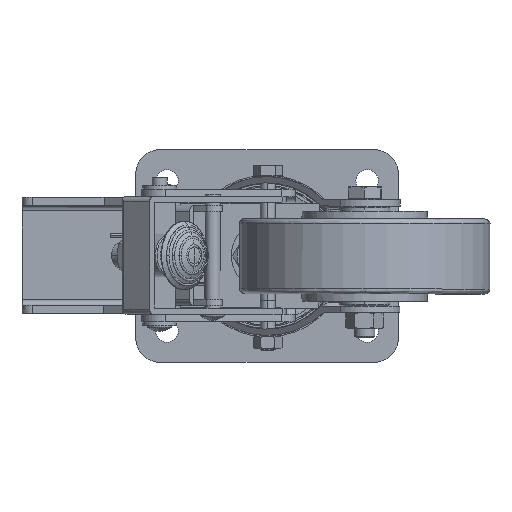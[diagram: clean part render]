
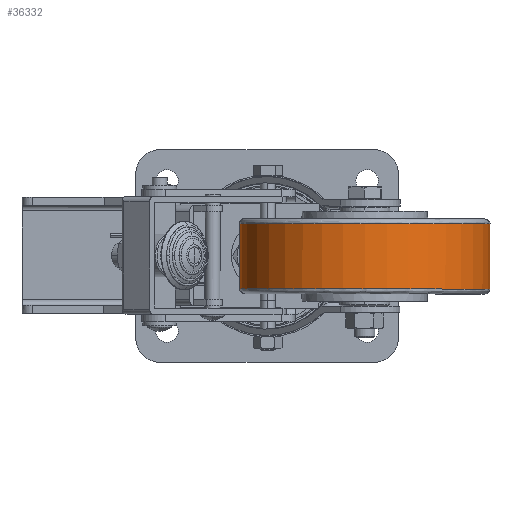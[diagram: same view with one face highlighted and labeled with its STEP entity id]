
A CAD part, front view. The second image highlights one B-rep face of the part: STEP entity #36332.
In plain terms, the highlighted cylindrical face has radius 50 mm (diameter 100 mm), a partial arc.
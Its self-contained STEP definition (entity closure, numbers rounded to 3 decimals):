
#1979 = VERTEX_POINT ( 'NONE', #21574 ) ;
#2616 = ORIENTED_EDGE ( 'NONE', *, *, #30884, .T. ) ;
#2826 = VERTEX_POINT ( 'NONE', #40138 ) ;
#4153 = AXIS2_PLACEMENT_3D ( 'NONE', #23519, #6405, #6661 ) ;
#6405 = DIRECTION ( 'NONE',  ( -0.001, 0., -1. ) ) ;
#6661 = DIRECTION ( 'NONE',  ( 1., 0.003, -0.001 ) ) ;
#6975 = VECTOR ( 'NONE', #7244, 1000. ) ;
#7244 = DIRECTION ( 'NONE',  ( -0.001, 0., -1. ) ) ;
#7250 = EDGE_CURVE ( 'NONE', #43836, #2826, #43722, .T. ) ;
#9989 = AXIS2_PLACEMENT_3D ( 'NONE', #17504, #16959, #21521 ) ;
#10421 = CYLINDRICAL_SURFACE ( 'NONE', #4153, 50. ) ;
#12062 = AXIS2_PLACEMENT_3D ( 'NONE', #45979, #13019, #45463 ) ;
#13019 = DIRECTION ( 'NONE',  ( 0.001, 0., 1. ) ) ;
#16126 = ORIENTED_EDGE ( 'NONE', *, *, #24224, .T. ) ;
#16431 = EDGE_CURVE ( 'NONE', #50576, #1979, #26186, .T. ) ;
#16959 = DIRECTION ( 'NONE',  ( -0.001, 0., -1. ) ) ;
#17504 = CARTESIAN_POINT ( 'NONE',  ( 39.042, -82.468, 12.854 ) ) ;
#18706 = CARTESIAN_POINT ( 'NONE',  ( 89.042, -82.331, 12.797 ) ) ;
#19586 = EDGE_LOOP ( 'NONE', ( #16126, #24153, #2616, #30118 ) ) ;
#21521 = DIRECTION ( 'NONE',  ( 1., 0.003, -0.001 ) ) ;
#21574 = CARTESIAN_POINT ( 'NONE',  ( -10.987, -82.604, -13.089 ) ) ;
#23519 = CARTESIAN_POINT ( 'NONE',  ( 39.028, -82.468, -0.146 ) ) ;
#24153 = ORIENTED_EDGE ( 'NONE', *, *, #16431, .T. ) ;
#24224 = EDGE_CURVE ( 'NONE', #43836, #50576, #33827, .T. ) ;
#24879 = CIRCLE ( 'NONE', #12062, 50. ) ;
#26186 = LINE ( 'NONE', #46364, #50722 ) ;
#27285 = CARTESIAN_POINT ( 'NONE',  ( 89.027, -82.331, -0.203 ) ) ;
#30118 = ORIENTED_EDGE ( 'NONE', *, *, #7250, .F. ) ;
#30884 = EDGE_CURVE ( 'NONE', #1979, #2826, #24879, .T. ) ;
#33827 = CIRCLE ( 'NONE', #9989, 50. ) ;
#36332 = ADVANCED_FACE ( 'NONE', ( #51171 ), #10421, .T. ) ;
#39455 = DIRECTION ( 'NONE',  ( -0.001, 0., -1. ) ) ;
#40138 = CARTESIAN_POINT ( 'NONE',  ( 89.012, -82.331, -13.203 ) ) ;
#42977 = CARTESIAN_POINT ( 'NONE',  ( -10.957, -82.604, 12.911 ) ) ;
#43722 = LINE ( 'NONE', #27285, #6975 ) ;
#43836 = VERTEX_POINT ( 'NONE', #18706 ) ;
#45463 = DIRECTION ( 'NONE',  ( 1., 0.003, -0.001 ) ) ;
#45979 = CARTESIAN_POINT ( 'NONE',  ( 39.013, -82.468, -13.146 ) ) ;
#46364 = CARTESIAN_POINT ( 'NONE',  ( -10.972, -82.604, -0.089 ) ) ;
#50576 = VERTEX_POINT ( 'NONE', #42977 ) ;
#50722 = VECTOR ( 'NONE', #39455, 1000. ) ;
#51171 = FACE_OUTER_BOUND ( 'NONE', #19586, .T. ) ;
